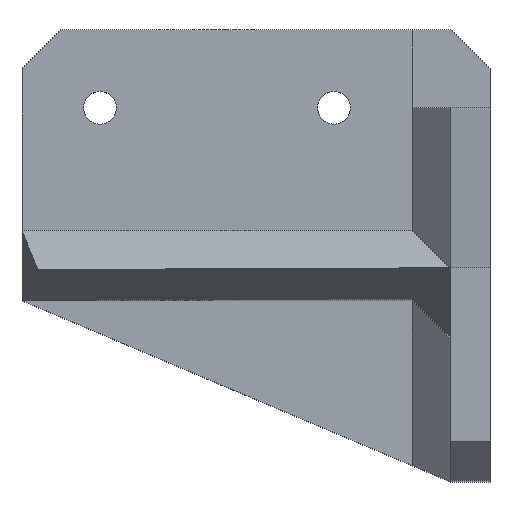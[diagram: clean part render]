
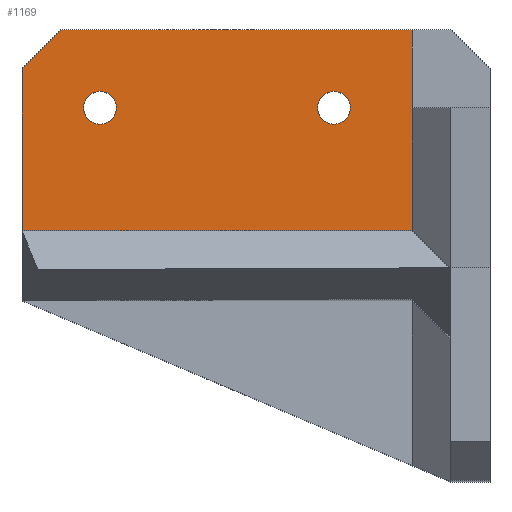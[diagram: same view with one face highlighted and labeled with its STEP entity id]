
A CAD part, top view. The second image highlights one B-rep face of the part: STEP entity #1169.
In plain terms, the highlighted planar face has unit normal (0, 0, 1).
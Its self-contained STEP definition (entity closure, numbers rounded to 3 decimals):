
#44 = PLANE('',#45);
#45 = AXIS2_PLACEMENT_3D('',#46,#47,#48);
#46 = CARTESIAN_POINT('',(50.,10.,5.));
#47 = DIRECTION('',(0.,0.,1.));
#48 = DIRECTION('',(1.,0.,0.));
#340 = VERTEX_POINT('',#341);
#341 = CARTESIAN_POINT('',(50.,20.,5.));
#355 = PLANE('',#356);
#356 = AXIS2_PLACEMENT_3D('',#357,#358,#359);
#357 = CARTESIAN_POINT('',(0.,20.,0.));
#358 = DIRECTION('',(0.,1.,0.));
#359 = DIRECTION('',(0.,0.,1.));
#367 = EDGE_CURVE('',#368,#340,#370,.T.);
#368 = VERTEX_POINT('',#369);
#369 = CARTESIAN_POINT('',(50.,10.,5.));
#370 = SURFACE_CURVE('',#371,(#375,#382),.PCURVE_S1.);
#371 = LINE('',#372,#373);
#372 = CARTESIAN_POINT('',(50.,-10.75,5.));
#373 = VECTOR('',#374,1.);
#374 = DIRECTION('',(0.,1.,0.));
#375 = PCURVE('',#44,#376);
#376 = DEFINITIONAL_REPRESENTATION('',(#377),#381);
#377 = LINE('',#378,#379);
#378 = CARTESIAN_POINT('',(0.,-20.75));
#379 = VECTOR('',#380,1.);
#380 = DIRECTION('',(0.,1.));
#381 = ( GEOMETRIC_REPRESENTATION_CONTEXT(2) 
PARAMETRIC_REPRESENTATION_CONTEXT() REPRESENTATION_CONTEXT('2D SPACE',''
  ) );
#382 = PCURVE('',#383,#388);
#383 = PLANE('',#384);
#384 = AXIS2_PLACEMENT_3D('',#385,#386,#387);
#385 = CARTESIAN_POINT('',(0.,-10.75,5.));
#386 = DIRECTION('',(0.,0.,1.));
#387 = DIRECTION('',(1.,0.,0.));
#388 = DEFINITIONAL_REPRESENTATION('',(#389),#393);
#389 = LINE('',#390,#391);
#390 = CARTESIAN_POINT('',(50.,0.));
#391 = VECTOR('',#392,1.);
#392 = DIRECTION('',(0.,1.));
#393 = ( GEOMETRIC_REPRESENTATION_CONTEXT(2) 
PARAMETRIC_REPRESENTATION_CONTEXT() REPRESENTATION_CONTEXT('2D SPACE',''
  ) );
#485 = PLANE('',#486);
#486 = AXIS2_PLACEMENT_3D('',#487,#488,#489);
#487 = CARTESIAN_POINT('',(52.5,-10.75,7.5));
#488 = DIRECTION('',(-0.707,0.,0.707));
#489 = DIRECTION('',(0.,1.,0.));
#636 = PLANE('',#637);
#637 = AXIS2_PLACEMENT_3D('',#638,#639,#640);
#638 = CARTESIAN_POINT('',(0.,2.625,2.5));
#639 = DIRECTION('',(-1.,-0.,-0.));
#640 = DIRECTION('',(0.,0.,-1.));
#662 = PLANE('',#663);
#663 = AXIS2_PLACEMENT_3D('',#664,#665,#666);
#664 = CARTESIAN_POINT('',(2.5,17.5,0.));
#665 = DIRECTION('',(-0.707,0.707,0.));
#666 = DIRECTION('',(-0.,-0.,-1.));
#697 = CYLINDRICAL_SURFACE('',#698,2.1);
#698 = AXIS2_PLACEMENT_3D('',#699,#700,#701);
#699 = CARTESIAN_POINT('',(40.,10.,0.));
#700 = DIRECTION('',(0.,0.,1.));
#701 = DIRECTION('',(1.,0.,0.));
#732 = CYLINDRICAL_SURFACE('',#733,2.1);
#733 = AXIS2_PLACEMENT_3D('',#734,#735,#736);
#734 = CARTESIAN_POINT('',(10.,10.,0.));
#735 = DIRECTION('',(0.,0.,1.));
#736 = DIRECTION('',(1.,0.,0.));
#1125 = VERTEX_POINT('',#1126);
#1126 = CARTESIAN_POINT('',(5.,20.,5.));
#1147 = EDGE_CURVE('',#1125,#340,#1148,.T.);
#1148 = SURFACE_CURVE('',#1149,(#1153,#1160),.PCURVE_S1.);
#1149 = LINE('',#1150,#1151);
#1150 = CARTESIAN_POINT('',(0.,20.,5.));
#1151 = VECTOR('',#1152,1.);
#1152 = DIRECTION('',(1.,0.,0.));
#1153 = PCURVE('',#355,#1154);
#1154 = DEFINITIONAL_REPRESENTATION('',(#1155),#1159);
#1155 = LINE('',#1156,#1157);
#1156 = CARTESIAN_POINT('',(5.,0.));
#1157 = VECTOR('',#1158,1.);
#1158 = DIRECTION('',(0.,1.));
#1159 = ( GEOMETRIC_REPRESENTATION_CONTEXT(2) 
PARAMETRIC_REPRESENTATION_CONTEXT() REPRESENTATION_CONTEXT('2D SPACE',''
  ) );
#1160 = PCURVE('',#383,#1161);
#1161 = DEFINITIONAL_REPRESENTATION('',(#1162),#1166);
#1162 = LINE('',#1163,#1164);
#1163 = CARTESIAN_POINT('',(0.,30.75));
#1164 = VECTOR('',#1165,1.);
#1165 = DIRECTION('',(1.,0.));
#1166 = ( GEOMETRIC_REPRESENTATION_CONTEXT(2) 
PARAMETRIC_REPRESENTATION_CONTEXT() REPRESENTATION_CONTEXT('2D SPACE',''
  ) );
#1169 = ADVANCED_FACE('',(#1170,#1269,#1295),#383,.T.);
#1170 = FACE_BOUND('',#1171,.T.);
#1171 = EDGE_LOOP('',(#1172,#1197,#1225,#1246,#1247,#1248));
#1172 = ORIENTED_EDGE('',*,*,#1173,.F.);
#1173 = EDGE_CURVE('',#1174,#1176,#1178,.T.);
#1174 = VERTEX_POINT('',#1175);
#1175 = CARTESIAN_POINT('',(0.,-5.75,5.));
#1176 = VERTEX_POINT('',#1177);
#1177 = CARTESIAN_POINT('',(0.,15.,5.));
#1178 = SURFACE_CURVE('',#1179,(#1183,#1190),.PCURVE_S1.);
#1179 = LINE('',#1180,#1181);
#1180 = CARTESIAN_POINT('',(0.,-10.75,5.));
#1181 = VECTOR('',#1182,1.);
#1182 = DIRECTION('',(0.,1.,0.));
#1183 = PCURVE('',#383,#1184);
#1184 = DEFINITIONAL_REPRESENTATION('',(#1185),#1189);
#1185 = LINE('',#1186,#1187);
#1186 = CARTESIAN_POINT('',(0.,0.));
#1187 = VECTOR('',#1188,1.);
#1188 = DIRECTION('',(0.,1.));
#1189 = ( GEOMETRIC_REPRESENTATION_CONTEXT(2) 
PARAMETRIC_REPRESENTATION_CONTEXT() REPRESENTATION_CONTEXT('2D SPACE',''
  ) );
#1190 = PCURVE('',#636,#1191);
#1191 = DEFINITIONAL_REPRESENTATION('',(#1192),#1196);
#1192 = LINE('',#1193,#1194);
#1193 = CARTESIAN_POINT('',(-2.5,13.375));
#1194 = VECTOR('',#1195,1.);
#1195 = DIRECTION('',(0.,-1.));
#1196 = ( GEOMETRIC_REPRESENTATION_CONTEXT(2) 
PARAMETRIC_REPRESENTATION_CONTEXT() REPRESENTATION_CONTEXT('2D SPACE',''
  ) );
#1197 = ORIENTED_EDGE('',*,*,#1198,.T.);
#1198 = EDGE_CURVE('',#1174,#1199,#1201,.T.);
#1199 = VERTEX_POINT('',#1200);
#1200 = CARTESIAN_POINT('',(50.,-5.75,5.));
#1201 = SURFACE_CURVE('',#1202,(#1206,#1213),.PCURVE_S1.);
#1202 = LINE('',#1203,#1204);
#1203 = CARTESIAN_POINT('',(0.,-5.75,5.));
#1204 = VECTOR('',#1205,1.);
#1205 = DIRECTION('',(1.,0.,0.));
#1206 = PCURVE('',#383,#1207);
#1207 = DEFINITIONAL_REPRESENTATION('',(#1208),#1212);
#1208 = LINE('',#1209,#1210);
#1209 = CARTESIAN_POINT('',(0.,5.));
#1210 = VECTOR('',#1211,1.);
#1211 = DIRECTION('',(1.,0.));
#1212 = ( GEOMETRIC_REPRESENTATION_CONTEXT(2) 
PARAMETRIC_REPRESENTATION_CONTEXT() REPRESENTATION_CONTEXT('2D SPACE',''
  ) );
#1213 = PCURVE('',#1214,#1219);
#1214 = PLANE('',#1215);
#1215 = AXIS2_PLACEMENT_3D('',#1216,#1217,#1218);
#1216 = CARTESIAN_POINT('',(0.,-8.25,7.5));
#1217 = DIRECTION('',(0.,-0.707,-0.707));
#1218 = DIRECTION('',(1.,0.,0.));
#1219 = DEFINITIONAL_REPRESENTATION('',(#1220),#1224);
#1220 = LINE('',#1221,#1222);
#1221 = CARTESIAN_POINT('',(0.,-3.536));
#1222 = VECTOR('',#1223,1.);
#1223 = DIRECTION('',(1.,0.));
#1224 = ( GEOMETRIC_REPRESENTATION_CONTEXT(2) 
PARAMETRIC_REPRESENTATION_CONTEXT() REPRESENTATION_CONTEXT('2D SPACE',''
  ) );
#1225 = ORIENTED_EDGE('',*,*,#1226,.T.);
#1226 = EDGE_CURVE('',#1199,#368,#1227,.T.);
#1227 = SURFACE_CURVE('',#1228,(#1232,#1239),.PCURVE_S1.);
#1228 = LINE('',#1229,#1230);
#1229 = CARTESIAN_POINT('',(50.,-10.75,5.));
#1230 = VECTOR('',#1231,1.);
#1231 = DIRECTION('',(0.,1.,0.));
#1232 = PCURVE('',#383,#1233);
#1233 = DEFINITIONAL_REPRESENTATION('',(#1234),#1238);
#1234 = LINE('',#1235,#1236);
#1235 = CARTESIAN_POINT('',(50.,0.));
#1236 = VECTOR('',#1237,1.);
#1237 = DIRECTION('',(0.,1.));
#1238 = ( GEOMETRIC_REPRESENTATION_CONTEXT(2) 
PARAMETRIC_REPRESENTATION_CONTEXT() REPRESENTATION_CONTEXT('2D SPACE',''
  ) );
#1239 = PCURVE('',#485,#1240);
#1240 = DEFINITIONAL_REPRESENTATION('',(#1241),#1245);
#1241 = LINE('',#1242,#1243);
#1242 = CARTESIAN_POINT('',(0.,3.536));
#1243 = VECTOR('',#1244,1.);
#1244 = DIRECTION('',(1.,0.));
#1245 = ( GEOMETRIC_REPRESENTATION_CONTEXT(2) 
PARAMETRIC_REPRESENTATION_CONTEXT() REPRESENTATION_CONTEXT('2D SPACE',''
  ) );
#1246 = ORIENTED_EDGE('',*,*,#367,.T.);
#1247 = ORIENTED_EDGE('',*,*,#1147,.F.);
#1248 = ORIENTED_EDGE('',*,*,#1249,.T.);
#1249 = EDGE_CURVE('',#1125,#1176,#1250,.T.);
#1250 = SURFACE_CURVE('',#1251,(#1255,#1262),.PCURVE_S1.);
#1251 = LINE('',#1252,#1253);
#1252 = CARTESIAN_POINT('',(-5.188,9.813,5.));
#1253 = VECTOR('',#1254,1.);
#1254 = DIRECTION('',(-0.707,-0.707,0.));
#1255 = PCURVE('',#383,#1256);
#1256 = DEFINITIONAL_REPRESENTATION('',(#1257),#1261);
#1257 = LINE('',#1258,#1259);
#1258 = CARTESIAN_POINT('',(-5.188,20.563));
#1259 = VECTOR('',#1260,1.);
#1260 = DIRECTION('',(-0.707,-0.707));
#1261 = ( GEOMETRIC_REPRESENTATION_CONTEXT(2) 
PARAMETRIC_REPRESENTATION_CONTEXT() REPRESENTATION_CONTEXT('2D SPACE',''
  ) );
#1262 = PCURVE('',#662,#1263);
#1263 = DEFINITIONAL_REPRESENTATION('',(#1264),#1268);
#1264 = LINE('',#1265,#1266);
#1265 = CARTESIAN_POINT('',(-5.,10.872));
#1266 = VECTOR('',#1267,1.);
#1267 = DIRECTION('',(-0.,1.));
#1268 = ( GEOMETRIC_REPRESENTATION_CONTEXT(2) 
PARAMETRIC_REPRESENTATION_CONTEXT() REPRESENTATION_CONTEXT('2D SPACE',''
  ) );
#1269 = FACE_BOUND('',#1270,.T.);
#1270 = EDGE_LOOP('',(#1271));
#1271 = ORIENTED_EDGE('',*,*,#1272,.F.);
#1272 = EDGE_CURVE('',#1273,#1273,#1275,.T.);
#1273 = VERTEX_POINT('',#1274);
#1274 = CARTESIAN_POINT('',(42.1,10.,5.));
#1275 = SURFACE_CURVE('',#1276,(#1281,#1288),.PCURVE_S1.);
#1276 = CIRCLE('',#1277,2.1);
#1277 = AXIS2_PLACEMENT_3D('',#1278,#1279,#1280);
#1278 = CARTESIAN_POINT('',(40.,10.,5.));
#1279 = DIRECTION('',(0.,0.,1.));
#1280 = DIRECTION('',(1.,0.,0.));
#1281 = PCURVE('',#383,#1282);
#1282 = DEFINITIONAL_REPRESENTATION('',(#1283),#1287);
#1283 = CIRCLE('',#1284,2.1);
#1284 = AXIS2_PLACEMENT_2D('',#1285,#1286);
#1285 = CARTESIAN_POINT('',(40.,20.75));
#1286 = DIRECTION('',(1.,0.));
#1287 = ( GEOMETRIC_REPRESENTATION_CONTEXT(2) 
PARAMETRIC_REPRESENTATION_CONTEXT() REPRESENTATION_CONTEXT('2D SPACE',''
  ) );
#1288 = PCURVE('',#697,#1289);
#1289 = DEFINITIONAL_REPRESENTATION('',(#1290),#1294);
#1290 = LINE('',#1291,#1292);
#1291 = CARTESIAN_POINT('',(0.,5.));
#1292 = VECTOR('',#1293,1.);
#1293 = DIRECTION('',(1.,0.));
#1294 = ( GEOMETRIC_REPRESENTATION_CONTEXT(2) 
PARAMETRIC_REPRESENTATION_CONTEXT() REPRESENTATION_CONTEXT('2D SPACE',''
  ) );
#1295 = FACE_BOUND('',#1296,.T.);
#1296 = EDGE_LOOP('',(#1297));
#1297 = ORIENTED_EDGE('',*,*,#1298,.F.);
#1298 = EDGE_CURVE('',#1299,#1299,#1301,.T.);
#1299 = VERTEX_POINT('',#1300);
#1300 = CARTESIAN_POINT('',(12.1,10.,5.));
#1301 = SURFACE_CURVE('',#1302,(#1307,#1314),.PCURVE_S1.);
#1302 = CIRCLE('',#1303,2.1);
#1303 = AXIS2_PLACEMENT_3D('',#1304,#1305,#1306);
#1304 = CARTESIAN_POINT('',(10.,10.,5.));
#1305 = DIRECTION('',(0.,0.,1.));
#1306 = DIRECTION('',(1.,0.,0.));
#1307 = PCURVE('',#383,#1308);
#1308 = DEFINITIONAL_REPRESENTATION('',(#1309),#1313);
#1309 = CIRCLE('',#1310,2.1);
#1310 = AXIS2_PLACEMENT_2D('',#1311,#1312);
#1311 = CARTESIAN_POINT('',(10.,20.75));
#1312 = DIRECTION('',(1.,0.));
#1313 = ( GEOMETRIC_REPRESENTATION_CONTEXT(2) 
PARAMETRIC_REPRESENTATION_CONTEXT() REPRESENTATION_CONTEXT('2D SPACE',''
  ) );
#1314 = PCURVE('',#732,#1315);
#1315 = DEFINITIONAL_REPRESENTATION('',(#1316),#1320);
#1316 = LINE('',#1317,#1318);
#1317 = CARTESIAN_POINT('',(0.,5.));
#1318 = VECTOR('',#1319,1.);
#1319 = DIRECTION('',(1.,0.));
#1320 = ( GEOMETRIC_REPRESENTATION_CONTEXT(2) 
PARAMETRIC_REPRESENTATION_CONTEXT() REPRESENTATION_CONTEXT('2D SPACE',''
  ) );
